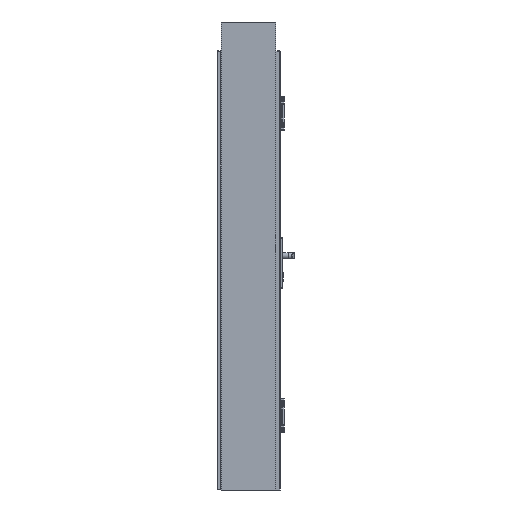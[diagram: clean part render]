
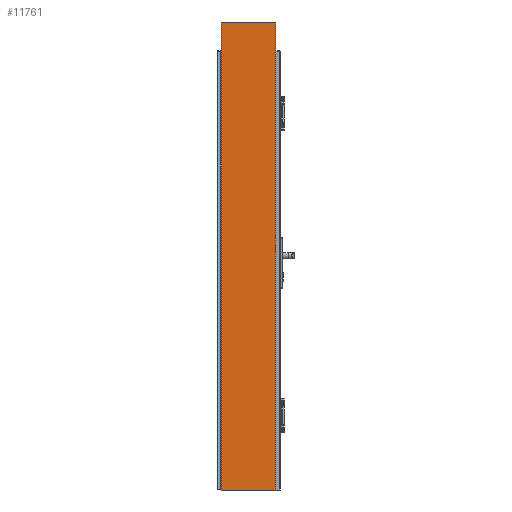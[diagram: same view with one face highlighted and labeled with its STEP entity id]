
A CAD part, left-side view. The second image highlights one B-rep face of the part: STEP entity #11761.
In plain terms, the highlighted planar face has unit normal (-1, 0, 0).
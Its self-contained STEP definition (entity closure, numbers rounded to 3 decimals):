
#11761=ADVANCED_FACE('',(#23494),#18913,.T.);
#18913=PLANE('',#131897);
#23494=FACE_OUTER_BOUND('',#29884,.T.);
#29884=EDGE_LOOP('',(#38239,#38240,#38241,#38242));
#38239=ORIENTED_EDGE('',*,*,#87053,.T.);
#38240=ORIENTED_EDGE('',*,*,#87052,.T.);
#38241=ORIENTED_EDGE('',*,*,#87054,.F.);
#38242=ORIENTED_EDGE('',*,*,#87055,.T.);
#74881=VERTEX_POINT('',#175755);
#74882=VERTEX_POINT('',#175757);
#74883=VERTEX_POINT('',#175761);
#74884=VERTEX_POINT('',#175763);
#87052=EDGE_CURVE('',#74881,#74882,#105376,.T.);
#87053=EDGE_CURVE('',#74883,#74881,#105377,.T.);
#87054=EDGE_CURVE('',#74884,#74882,#105378,.T.);
#87055=EDGE_CURVE('',#74884,#74883,#105379,.T.);
#105376=LINE('',#175758,#118639);
#105377=LINE('',#175760,#118640);
#105378=LINE('',#175762,#118641);
#105379=LINE('',#175764,#118642);
#118639=VECTOR('',#142094,1.);
#118640=VECTOR('',#142097,1.);
#118641=VECTOR('',#142098,1.);
#118642=VECTOR('',#142099,1.);
#131897=AXIS2_PLACEMENT_3D('',#175765,#142100,#142101);
#142094=DIRECTION('',(0.,1.,0.));
#142097=DIRECTION('',(0.,0.,1.));
#142098=DIRECTION('',(0.,0.,1.));
#142099=DIRECTION('',(0.,-1.,0.));
#142100=DIRECTION('',(-1.,0.,0.));
#142101=DIRECTION('',(0.,0.,1.));
#175755=CARTESIAN_POINT('',(-602.5,-30.,2213.));
#175757=CARTESIAN_POINT('',(-602.5,229.8,2213.));
#175758=CARTESIAN_POINT('',(-602.5,229.8,2213.));
#175760=CARTESIAN_POINT('',(-602.5,-30.,2213.));
#175761=CARTESIAN_POINT('',(-602.5,-30.,-7.));
#175762=CARTESIAN_POINT('',(-602.5,229.8,2213.));
#175763=CARTESIAN_POINT('',(-602.5,229.8,-7.));
#175764=CARTESIAN_POINT('',(-602.5,229.8,-7.));
#175765=CARTESIAN_POINT('',(-602.5,229.8,2213.));
